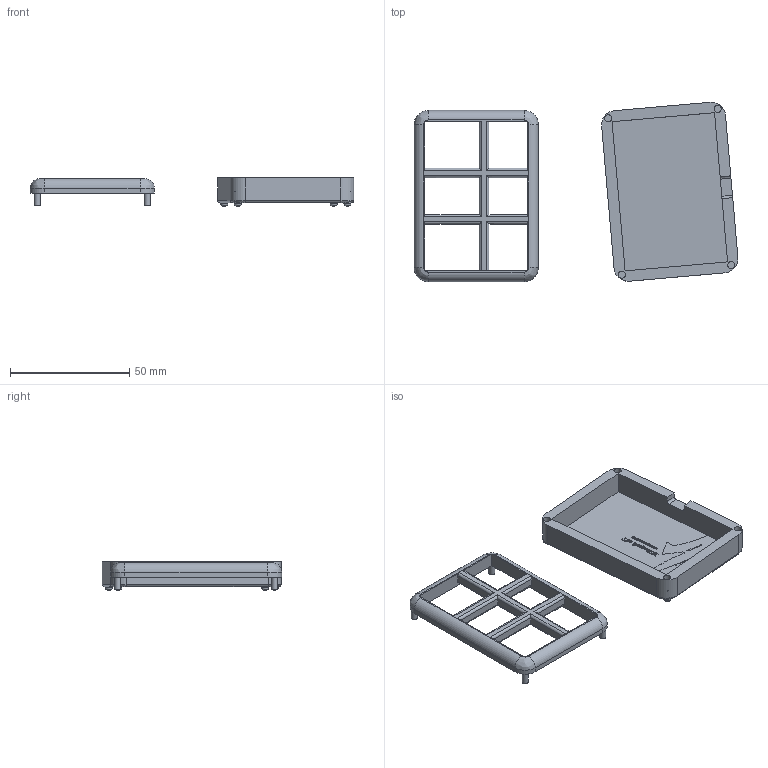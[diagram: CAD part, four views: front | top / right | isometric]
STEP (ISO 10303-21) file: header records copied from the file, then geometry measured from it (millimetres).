
FILE_DESCRIPTION(/* description */ (''),/* implementation_level */ '2;1');
FILE_NAME(/* name */ 'The_Saxpad_Full_Case.step',/* time_stamp */ '2026-02-07T18:30:46-06:00',/* author */ (''),/* organization */ (''),/* preprocessor_version */ 'ST-DEVELOPER v20.1',/* originating_system */ 'Autodesk Translation Framework v14.24.0.0',/* authorisation */ '');
FILE_SCHEMA (('AUTOMOTIVE_DESIGN { 1 0 10303 214 3 1 1 }'));
Length unit declared in the file: millimetre
Products named in the file (3): The_Saxpad_Full_Case; Saxpad_Top_Case; Saxpad_BottomCase
Assembly tree (2 placements, depth 2):
  The_Saxpad_Full_Case
    Saxpad_Top_Case
    Saxpad_BottomCase
Bounding box: 135.89 x 75.27 x 11.86 mm (x, y, z)
Volume: 20513.9 mm3; surface area: 18971 mm2
Topology: 2 solids, 2 shells, 983 faces, 2785 edges, 1846 vertices
Faces by surface type: bspline 589, plane 332, cylinder 58, torus 4
Full cylindrical faces by diameter (mm): 2.5 x4, 3 x8
Entity records: 36721 total; most frequent: CARTESIAN_POINT 15370, ORIENTED_EDGE 5570, EDGE_CURVE 2785, DIRECTION 2537, VERTEX_POINT 1846, LINE 1479, VECTOR 1479, EDGE_LOOP 1033
